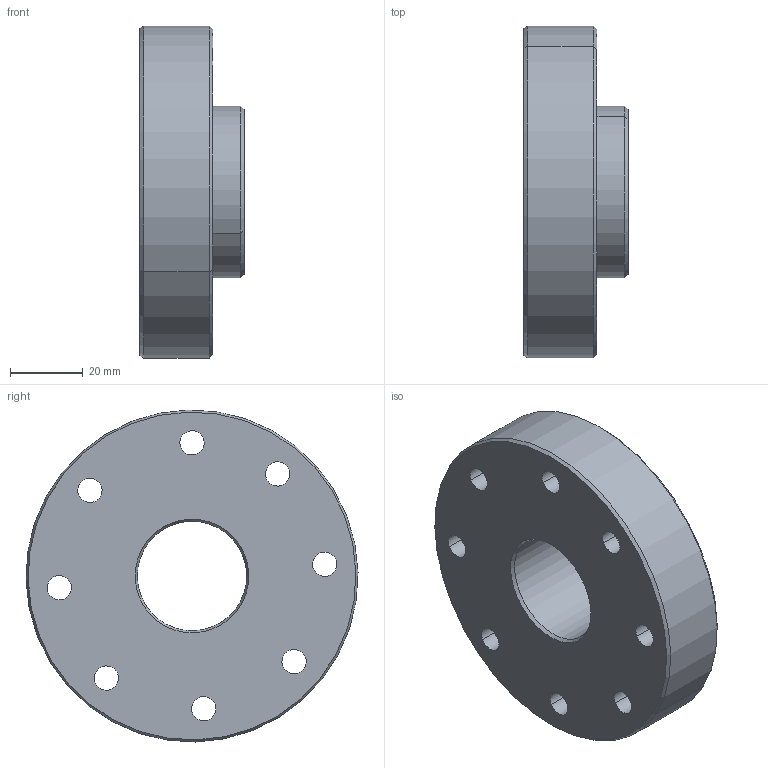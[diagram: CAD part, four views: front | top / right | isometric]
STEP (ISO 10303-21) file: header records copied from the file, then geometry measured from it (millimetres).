
FILE_DESCRIPTION(('CATIA V5 STEP Exchange'),'2;1');
FILE_NAME('Flasque volant EW8.stp','2017-12-30T11:41:21+00:00',('none'),('none'),'CATIA Version 5 Release 21 SP 3 (IN-10)','CATIA V5 STEP AP203','none');
FILE_SCHEMA(('CONFIG_CONTROL_DESIGN'));
Length unit declared in the file: millimetre
Products named in the file (1): Flasque volant EW8
Bounding box: 28.5 x 90.97 x 90.97 mm (x, y, z)
Volume: 118754.5 mm3; surface area: 23567.7 mm2
Topology: 1 solids, 1 shells, 35 faces, 86 edges, 54 vertices
Faces by surface type: cylinder 22, cone 10, plane 3
Entity records: 998 total; most frequent: ORIENTED_EDGE 172, CARTESIAN_POINT 160, DIRECTION 124, EDGE_CURVE 86, AXIS2_PLACEMENT_3D 74, CIRCLE 54, EDGE_LOOP 54, VERTEX_POINT 54
